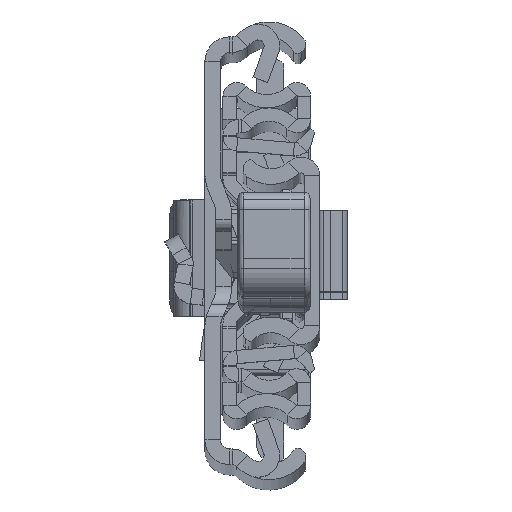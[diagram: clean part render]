
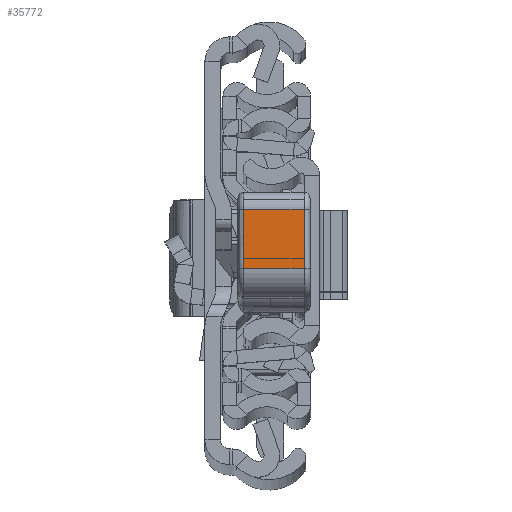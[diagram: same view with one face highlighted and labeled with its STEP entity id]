
A CAD part, top view. The second image highlights one B-rep face of the part: STEP entity #35772.
In plain terms, the highlighted face is planar.
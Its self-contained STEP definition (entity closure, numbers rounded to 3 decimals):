
#486 = ORIENTED_EDGE ( 'NONE', *, *, #3694, .F. ) ;
#1707 = CARTESIAN_POINT ( 'NONE',  ( 39.55, -12.274, 0. ) ) ;
#2613 = CARTESIAN_POINT ( 'NONE',  ( 39.55, -12.274, 0. ) ) ;
#3086 = CARTESIAN_POINT ( 'NONE',  ( 39.55, -12.274, -10. ) ) ;
#3455 = VERTEX_POINT ( 'NONE', #3086 ) ;
#3694 = EDGE_CURVE ( 'NONE', #18852, #15576, #25002, .T. ) ;
#4246 = LINE ( 'NONE', #10017, #13918 ) ;
#4958 = CARTESIAN_POINT ( 'NONE',  ( 39.55, -12.274, -11. ) ) ;
#5097 = VERTEX_POINT ( 'NONE', #10035 ) ;
#5602 = PLANE ( 'NONE',  #26284 ) ;
#6061 = VECTOR ( 'NONE', #11986, 1000. ) ;
#6580 = DIRECTION ( 'NONE',  ( 0., 0., 1. ) ) ;
#8157 = EDGE_CURVE ( 'NONE', #5097, #3455, #32934, .T. ) ;
#10017 = CARTESIAN_POINT ( 'NONE',  ( 39.818, -2.465, -11. ) ) ;
#10035 = CARTESIAN_POINT ( 'NONE',  ( 39.818, -2.465, -10. ) ) ;
#11986 = DIRECTION ( 'NONE',  ( -0.027, -1., 0. ) ) ;
#13132 = ORIENTED_EDGE ( 'NONE', *, *, #21067, .F. ) ;
#13918 = VECTOR ( 'NONE', #16536, 1000. ) ;
#15576 = VERTEX_POINT ( 'NONE', #21937 ) ;
#15725 = DIRECTION ( 'NONE',  ( -0.027, -1., 0. ) ) ;
#16536 = DIRECTION ( 'NONE',  ( 0., 0., -1. ) ) ;
#18274 = CARTESIAN_POINT ( 'NONE',  ( 39.55, -12.274, -10. ) ) ;
#18766 = DIRECTION ( 'NONE',  ( -1., 0.027, 0. ) ) ;
#18852 = VERTEX_POINT ( 'NONE', #2613 ) ;
#21067 = EDGE_CURVE ( 'NONE', #3455, #18852, #32698, .T. ) ;
#21937 = CARTESIAN_POINT ( 'NONE',  ( 39.818, -2.465, 0. ) ) ;
#23686 = VECTOR ( 'NONE', #25192, 1000. ) ;
#25002 = LINE ( 'NONE', #1707, #23686 ) ;
#25192 = DIRECTION ( 'NONE',  ( 0.027, 1., 0. ) ) ;
#25290 = ORIENTED_EDGE ( 'NONE', *, *, #8157, .F. ) ;
#26034 = EDGE_CURVE ( 'NONE', #15576, #5097, #4246, .T. ) ;
#26284 = AXIS2_PLACEMENT_3D ( 'NONE', #4958, #18766, #15725 ) ;
#27710 = CARTESIAN_POINT ( 'NONE',  ( 39.55, -12.274, -11. ) ) ;
#31919 = FACE_OUTER_BOUND ( 'NONE', #32512, .T. ) ;
#32512 = EDGE_LOOP ( 'NONE', ( #13132, #25290, #36665, #486 ) ) ;
#32698 = LINE ( 'NONE', #27710, #36393 ) ;
#32934 = LINE ( 'NONE', #18274, #6061 ) ;
#35772 = ADVANCED_FACE ( 'NONE', ( #31919 ), #5602, .F. ) ;
#36393 = VECTOR ( 'NONE', #6580, 1000. ) ;
#36665 = ORIENTED_EDGE ( 'NONE', *, *, #26034, .F. ) ;
